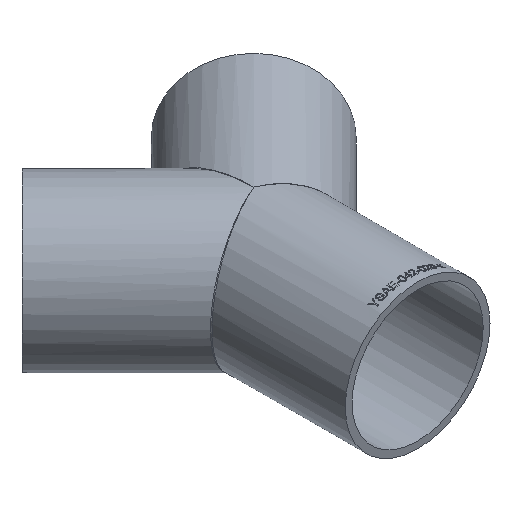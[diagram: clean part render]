
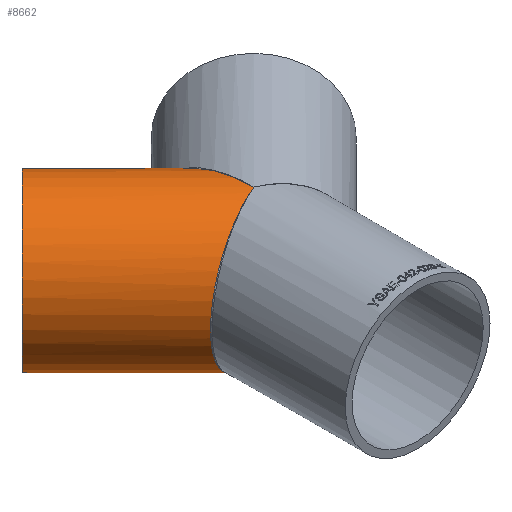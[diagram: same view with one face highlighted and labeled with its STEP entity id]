
A CAD part, isometric view. The second image highlights one B-rep face of the part: STEP entity #8662.
In plain terms, the highlighted cylindrical face has radius 21.2 mm (diameter 42.4 mm), a full revolution.
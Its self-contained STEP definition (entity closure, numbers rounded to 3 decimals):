
#1412 = CARTESIAN_POINT ( 'NONE',  ( 0., 0., 21.2 ) ) ;
#1778 =( BOUNDED_CURVE ( )  B_SPLINE_CURVE ( 3, ( #9299, #13497, #13668, #1412 ),
 .UNSPECIFIED., .F., .T. ) 
 B_SPLINE_CURVE_WITH_KNOTS ( ( 4, 4 ),
 ( 4.712, 7.854 ),
 .UNSPECIFIED. ) 
 CURVE ( )  GEOMETRIC_REPRESENTATION_ITEM ( )  RATIONAL_B_SPLINE_CURVE ( ( 1., 0.333, 0.333, 1. ) ) 
 REPRESENTATION_ITEM ( '' )  );
#2061 = CARTESIAN_POINT ( 'NONE',  ( 0., 0., -21.2 ) ) ;
#2469 =( BOUNDED_CURVE ( )  B_SPLINE_CURVE ( 3, ( #9636, #15091, #16516, #10713 ),
 .UNSPECIFIED., .F., .T. ) 
 B_SPLINE_CURVE_WITH_KNOTS ( ( 4, 4 ),
 ( 1.571, 4.712 ),
 .UNSPECIFIED. ) 
 CURVE ( )  GEOMETRIC_REPRESENTATION_ITEM ( )  RATIONAL_B_SPLINE_CURVE ( ( 1., 0.333, 0.333, 1. ) ) 
 REPRESENTATION_ITEM ( '' )  );
#3353 = CYLINDRICAL_SURFACE ( 'NONE', #9601, 21.2 ) ;
#3434 = DIRECTION ( 'NONE',  ( -0.707, -0.707, 0. ) ) ;
#3478 = AXIS2_PLACEMENT_3D ( 'NONE', #6266, #6350, #11792 ) ;
#6226 = DIRECTION ( 'NONE',  ( -0.707, 0.707, 0. ) ) ;
#6266 = CARTESIAN_POINT ( 'NONE',  ( -33.941, 33.941, 0. ) ) ;
#6350 = DIRECTION ( 'NONE',  ( -0.707, 0.707, 0. ) ) ;
#7231 = ORIENTED_EDGE ( 'NONE', *, *, #15567, .F. ) ;
#7571 = FACE_OUTER_BOUND ( 'NONE', #14091, .T. ) ;
#8072 = CIRCLE ( 'NONE', #3478, 21.2 ) ;
#8662 = ADVANCED_FACE ( 'NONE', ( #15607, #7571 ), #3353, .T. ) ;
#8817 = CARTESIAN_POINT ( 'NONE',  ( 16.56, -16.56, 0. ) ) ;
#8996 = VERTEX_POINT ( 'NONE', #2061 ) ;
#9299 = CARTESIAN_POINT ( 'NONE',  ( 0., 0., -21.2 ) ) ;
#9601 = AXIS2_PLACEMENT_3D ( 'NONE', #8817, #6226, #3434 ) ;
#9636 = CARTESIAN_POINT ( 'NONE',  ( 0., 0., 21.2 ) ) ;
#10713 = CARTESIAN_POINT ( 'NONE',  ( 0., 0., -21.2 ) ) ;
#11198 = ORIENTED_EDGE ( 'NONE', *, *, #14236, .T. ) ;
#11523 = ORIENTED_EDGE ( 'NONE', *, *, #11629, .T. ) ;
#11629 = EDGE_CURVE ( 'NONE', #13446, #8996, #2469, .T. ) ;
#11792 = DIRECTION ( 'NONE',  ( -0.707, -0.707, 0. ) ) ;
#11902 = EDGE_LOOP ( 'NONE', ( #11523, #11198 ) ) ;
#12093 = CARTESIAN_POINT ( 'NONE',  ( -48.932, 18.95, 0. ) ) ;
#13446 = VERTEX_POINT ( 'NONE', #14455 ) ;
#13497 = CARTESIAN_POINT ( 'NONE',  ( -42.646, -17.317, -21.2 ) ) ;
#13668 = CARTESIAN_POINT ( 'NONE',  ( -42.646, -17.317, 21.2 ) ) ;
#14091 = EDGE_LOOP ( 'NONE', ( #7231 ) ) ;
#14236 = EDGE_CURVE ( 'NONE', #8996, #13446, #1778, .T. ) ;
#14455 = CARTESIAN_POINT ( 'NONE',  ( 0., 0., 21.2 ) ) ;
#14665 = VERTEX_POINT ( 'NONE', #12093 ) ;
#15091 = CARTESIAN_POINT ( 'NONE',  ( -0.594, 60.557, 21.2 ) ) ;
#15567 = EDGE_CURVE ( 'NONE', #14665, #14665, #8072, .T. ) ;
#15607 = FACE_OUTER_BOUND ( 'NONE', #11902, .T. ) ;
#16516 = CARTESIAN_POINT ( 'NONE',  ( -0.594, 60.557, -21.2 ) ) ;
